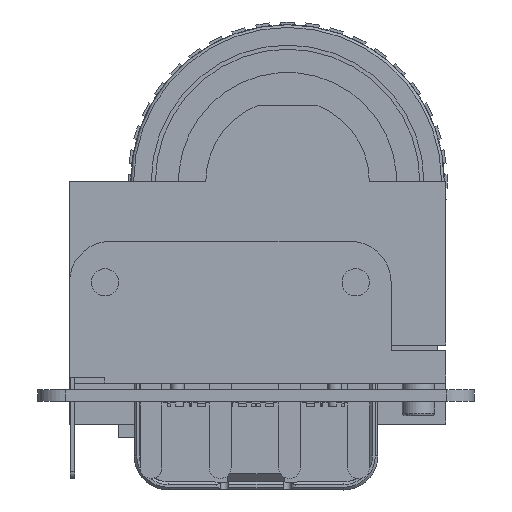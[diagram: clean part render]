
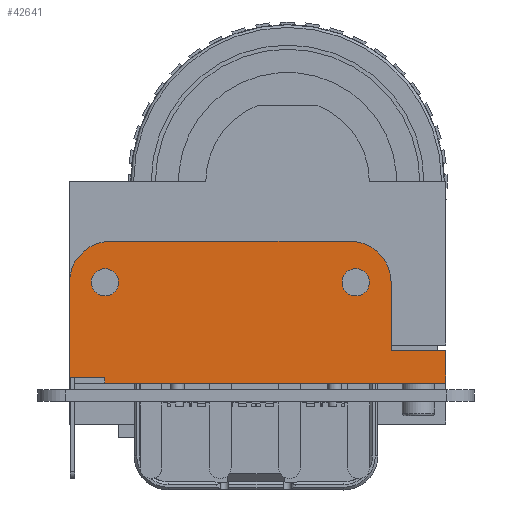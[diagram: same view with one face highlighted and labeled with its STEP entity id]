
A CAD part, left-side view. The second image highlights one B-rep face of the part: STEP entity #42641.
In plain terms, the highlighted face is planar.
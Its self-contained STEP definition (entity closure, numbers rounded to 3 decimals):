
#42340 = VERTEX_POINT('',#42341);
#42341 = CARTESIAN_POINT('',(12.5,0.2,-16.6));
#42347 = EDGE_CURVE('',#42340,#42348,#42350,.T.);
#42348 = VERTEX_POINT('',#42349);
#42349 = CARTESIAN_POINT('',(13.8,0.2,-16.6));
#42350 = LINE('',#42351,#42352);
#42351 = CARTESIAN_POINT('',(10.35,0.2,-16.6));
#42352 = VECTOR('',#42353,1.);
#42353 = DIRECTION('',(1.,0.,0.));
#42413 = VERTEX_POINT('',#42414);
#42414 = CARTESIAN_POINT('',(3.8,3.7,-16.6));
#42420 = EDGE_CURVE('',#42413,#42413,#42421,.T.);
#42421 = CIRCLE('',#42422,0.5);
#42422 = AXIS2_PLACEMENT_3D('',#42423,#42424,#42425);
#42423 = CARTESIAN_POINT('',(3.3,3.7,-16.6));
#42424 = DIRECTION('',(0.,0.,-1.));
#42425 = DIRECTION('',(-1.,0.,0.));
#42446 = VERTEX_POINT('',#42447);
#42447 = CARTESIAN_POINT('',(13.,3.7,-16.6));
#42453 = EDGE_CURVE('',#42446,#42446,#42454,.T.);
#42454 = CIRCLE('',#42455,0.5);
#42455 = AXIS2_PLACEMENT_3D('',#42456,#42457,#42458);
#42456 = CARTESIAN_POINT('',(12.5,3.7,-16.6));
#42457 = DIRECTION('',(0.,0.,-1.));
#42458 = DIRECTION('',(-1.,0.,0.));
#42540 = EDGE_CURVE('',#42541,#42543,#42545,.T.);
#42541 = VERTEX_POINT('',#42542);
#42542 = CARTESIAN_POINT('',(3.5,5.2,-16.6));
#42543 = VERTEX_POINT('',#42544);
#42544 = CARTESIAN_POINT('',(12.3,5.2,-16.6));
#42545 = LINE('',#42546,#42547);
#42546 = CARTESIAN_POINT('',(3.5,5.2,-16.6));
#42547 = VECTOR('',#42548,1.);
#42548 = DIRECTION('',(1.,0.,0.));
#42571 = EDGE_CURVE('',#42543,#42572,#42574,.T.);
#42572 = VERTEX_POINT('',#42573);
#42573 = CARTESIAN_POINT('',(13.8,3.7,-16.6));
#42574 = CIRCLE('',#42575,1.5);
#42575 = AXIS2_PLACEMENT_3D('',#42576,#42577,#42578);
#42576 = CARTESIAN_POINT('',(12.3,3.7,-16.6));
#42577 = DIRECTION('',(0.,0.,-1.));
#42578 = DIRECTION('',(1.,0.,0.));
#42596 = EDGE_CURVE('',#42597,#42599,#42601,.T.);
#42597 = VERTEX_POINT('',#42598);
#42598 = CARTESIAN_POINT('',(2.,1.2,-16.6));
#42599 = VERTEX_POINT('',#42600);
#42600 = CARTESIAN_POINT('',(2.,3.7,-16.6));
#42601 = LINE('',#42602,#42603);
#42602 = CARTESIAN_POINT('',(2.,1.2,-16.6));
#42603 = VECTOR('',#42604,1.);
#42604 = DIRECTION('',(0.,1.,0.));
#42627 = EDGE_CURVE('',#42599,#42541,#42628,.T.);
#42628 = CIRCLE('',#42629,1.5);
#42629 = AXIS2_PLACEMENT_3D('',#42630,#42631,#42632);
#42630 = CARTESIAN_POINT('',(3.5,3.7,-16.6));
#42631 = DIRECTION('',(0.,0.,-1.));
#42632 = DIRECTION('',(-1.,0.,0.));
#42641 = ADVANCED_FACE('',(#42642,#42685,#42688),#42691,.F.);
#42642 = FACE_BOUND('',#42643,.T.);
#42643 = EDGE_LOOP('',(#42644,#42652,#42660,#42668,#42674,#42675,#42676,
    #42677,#42678,#42684));
#42644 = ORIENTED_EDGE('',*,*,#42645,.T.);
#42645 = EDGE_CURVE('',#42340,#42646,#42648,.T.);
#42646 = VERTEX_POINT('',#42647);
#42647 = CARTESIAN_POINT('',(12.5,0.,-16.6));
#42648 = LINE('',#42649,#42650);
#42649 = CARTESIAN_POINT('',(12.5,0.2,-16.6));
#42650 = VECTOR('',#42651,1.);
#42651 = DIRECTION('',(0.,-1.,0.));
#42652 = ORIENTED_EDGE('',*,*,#42653,.T.);
#42653 = EDGE_CURVE('',#42646,#42654,#42656,.T.);
#42654 = VERTEX_POINT('',#42655);
#42655 = CARTESIAN_POINT('',(0.,0.,-16.6));
#42656 = LINE('',#42657,#42658);
#42657 = CARTESIAN_POINT('',(12.5,0.,-16.6));
#42658 = VECTOR('',#42659,1.);
#42659 = DIRECTION('',(-1.,0.,0.));
#42660 = ORIENTED_EDGE('',*,*,#42661,.F.);
#42661 = EDGE_CURVE('',#42662,#42654,#42664,.T.);
#42662 = VERTEX_POINT('',#42663);
#42663 = CARTESIAN_POINT('',(0.,1.2,-16.6));
#42664 = LINE('',#42665,#42666);
#42665 = CARTESIAN_POINT('',(0.,1.2,-16.6));
#42666 = VECTOR('',#42667,1.);
#42667 = DIRECTION('',(0.,-1.,0.));
#42668 = ORIENTED_EDGE('',*,*,#42669,.F.);
#42669 = EDGE_CURVE('',#42597,#42662,#42670,.T.);
#42670 = LINE('',#42671,#42672);
#42671 = CARTESIAN_POINT('',(2.,1.2,-16.6));
#42672 = VECTOR('',#42673,1.);
#42673 = DIRECTION('',(-1.,0.,0.));
#42674 = ORIENTED_EDGE('',*,*,#42596,.T.);
#42675 = ORIENTED_EDGE('',*,*,#42627,.T.);
#42676 = ORIENTED_EDGE('',*,*,#42540,.T.);
#42677 = ORIENTED_EDGE('',*,*,#42571,.T.);
#42678 = ORIENTED_EDGE('',*,*,#42679,.T.);
#42679 = EDGE_CURVE('',#42572,#42348,#42680,.T.);
#42680 = LINE('',#42681,#42682);
#42681 = CARTESIAN_POINT('',(13.8,3.7,-16.6));
#42682 = VECTOR('',#42683,1.);
#42683 = DIRECTION('',(0.,-1.,0.));
#42684 = ORIENTED_EDGE('',*,*,#42347,.F.);
#42685 = FACE_BOUND('',#42686,.T.);
#42686 = EDGE_LOOP('',(#42687));
#42687 = ORIENTED_EDGE('',*,*,#42453,.F.);
#42688 = FACE_BOUND('',#42689,.T.);
#42689 = EDGE_LOOP('',(#42690));
#42690 = ORIENTED_EDGE('',*,*,#42420,.F.);
#42691 = PLANE('',#42692);
#42692 = AXIS2_PLACEMENT_3D('',#42693,#42694,#42695);
#42693 = CARTESIAN_POINT('',(13.8,1.2,-16.6));
#42694 = DIRECTION('',(0.,0.,1.));
#42695 = DIRECTION('',(1.,0.,0.));
